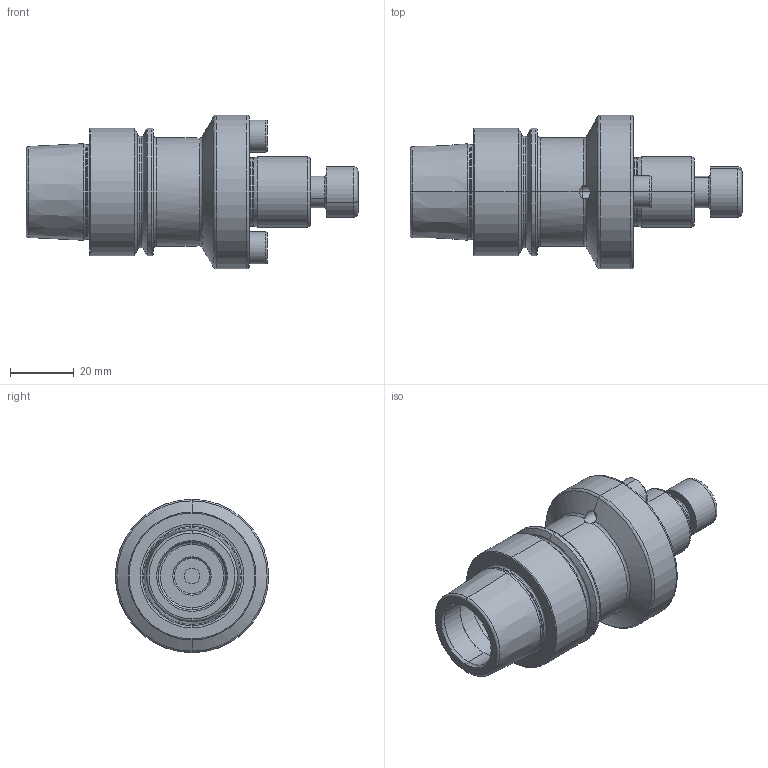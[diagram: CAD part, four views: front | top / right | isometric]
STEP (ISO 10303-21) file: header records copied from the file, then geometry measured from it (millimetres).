
FILE_DESCRIPTION (( 'STEP AP203' ), '1' );
FILE_NAME ('HE4.D22.001.050.STEP', '2018-02-19T10:44:34', ( 'SWIAdmin' ), ( 'Hewlett-Packard Company' ), 'SwSTEP 2.0', 'SolidWorks 2017', '' );
FILE_SCHEMA (( 'CONFIG_CONTROL_DESIGN' ));
Length unit declared in the file: millimetre
Products named in the file (4): HE4-D22.001.050_A_Fertigbearbeitung; D22-ER2.001.017_B; D22-ER1.002.025_A; HE4.D22.001.050
Assembly tree (4 placements, depth 2):
  HE4.D22.001.050
    HE4-D22.001.050_A_Fertigbearbeitung
    D22-ER2.001.017_B  x2
    D22-ER1.002.025_A
Bounding box: 103.9 x 48 x 48 mm (x, y, z)
Volume: 73024.1 mm3; surface area: 20135.9 mm2
Topology: 4 solids, 4 shells, 239 faces, 520 edges, 299 vertices
Faces by surface type: cone 68, torus 64, cylinder 60, plane 47
Entity records: 5835 total; most frequent: CARTESIAN_POINT 1079, DIRECTION 1031, ORIENTED_EDGE 826, AXIS2_PLACEMENT_3D 444, EDGE_CURVE 413, CIRCLE 243, VERTEX_POINT 238, EDGE_LOOP 213
